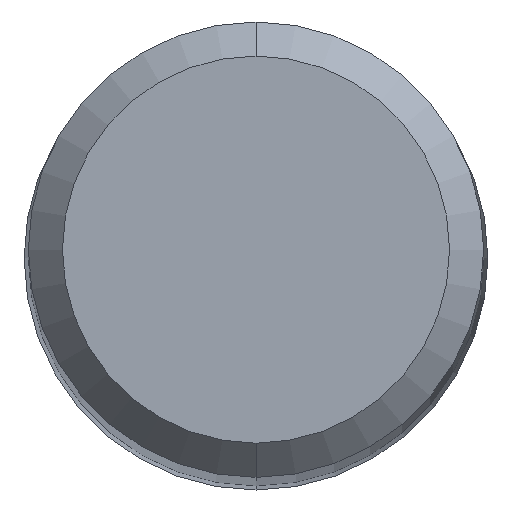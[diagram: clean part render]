
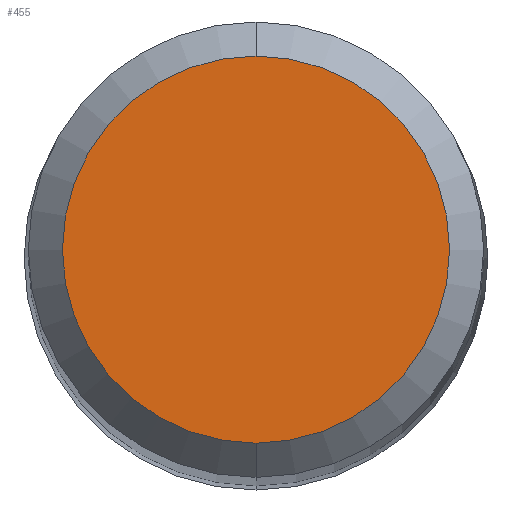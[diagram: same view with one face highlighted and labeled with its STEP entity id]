
A CAD part, top view. The second image highlights one B-rep face of the part: STEP entity #455.
In plain terms, the highlighted planar face has unit normal (0, 0, 1).
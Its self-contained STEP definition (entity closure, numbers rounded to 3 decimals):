
#191=VERTEX_POINT('',#522);
#239=EDGE_CURVE('',#191,#477,#574,.T.);
#395=EDGE_CURVE('',#477,#191,#745,.T.);
#455=ADVANCED_FACE('',(#813),#814,.T.);
#477=VERTEX_POINT('',#837);
#522=CARTESIAN_POINT('',(0.0,1.7,0.0));
#574=CIRCLE('',#1003,1.7);
#745=CIRCLE('',#1341,1.7);
#813=FACE_OUTER_BOUND('',#1465,.T.);
#814=PLANE('',#1466);
#837=CARTESIAN_POINT('',(0.,-1.7,0.0));
#1003=AXIS2_PLACEMENT_3D('',#1624,#1625,#1626);
#1341=AXIS2_PLACEMENT_3D('',#1811,#1812,#1813);
#1465=EDGE_LOOP('',(#1885,#1886));
#1466=AXIS2_PLACEMENT_3D('',#1887,#1888,#1889);
#1624=CARTESIAN_POINT('',(0.0,0.0,0.0));
#1625=DIRECTION('',(0.0,0.0,-1.0));
#1626=DIRECTION('',(0.0,1.0,0.0));
#1811=CARTESIAN_POINT('',(0.0,0.0,0.0));
#1812=DIRECTION('',(0.0,0.0,-1.0));
#1813=DIRECTION('',(0.0,1.0,0.0));
#1885=ORIENTED_EDGE('',*,*,#239,.F.);
#1886=ORIENTED_EDGE('',*,*,#395,.F.);
#1887=CARTESIAN_POINT('',(0.0,0.85,0.0));
#1888=DIRECTION('',(-0.0,0.0,1.0));
#1889=DIRECTION('',(0.0,-1.0,0.0));
